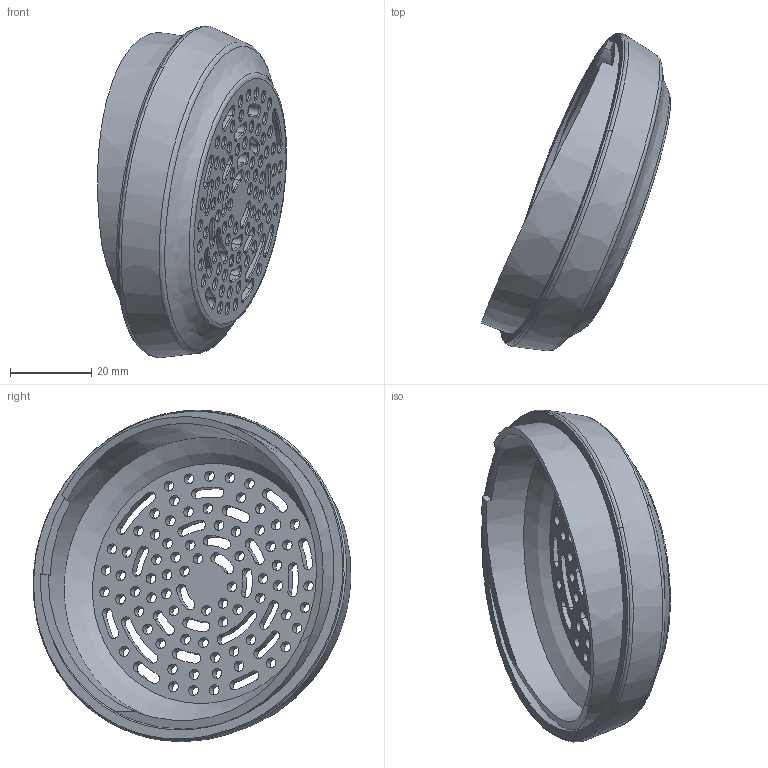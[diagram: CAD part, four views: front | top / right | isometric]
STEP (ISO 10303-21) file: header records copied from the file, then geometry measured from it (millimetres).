
FILE_DESCRIPTION(/* description */ (''),/* implementation_level */ '2;1');
FILE_NAME(/* name */ 'крышка 1 левая.step',/* time_stamp */ '2021-12-07T00:04:39+03:00',/* author */ (''),/* organization */ (''),/* preprocessor_version */ 'ST-DEVELOPER v18.1',/* originating_system */ 'Autodesk Translation Framework v10.10.0.1391',/* authorisation */ '');
FILE_SCHEMA (('AUTOMOTIVE_DESIGN { 1 0 10303 214 3 1 1 }'));
Length unit declared in the file: millimetre
Products named in the file (1): 3l
Bounding box: 46.46 x 78.14 x 81.53 mm (x, y, z)
Volume: 23893.6 mm3; surface area: 19043.9 mm2
Topology: 1 solids, 1 shells, 349 faces, 954 edges, 608 vertices
Faces by surface type: torus 163, cylinder 163, bspline 14, plane 7, cone 2
Full cylindrical faces by diameter (mm): 2.5 x71
Entity records: 14034 total; most frequent: CARTESIAN_POINT 4230, DIRECTION 2319, ORIENTED_EDGE 1908, AXIS2_PLACEMENT_3D 1076, EDGE_CURVE 954, CIRCLE 731, VERTEX_POINT 608, EDGE_LOOP 538
